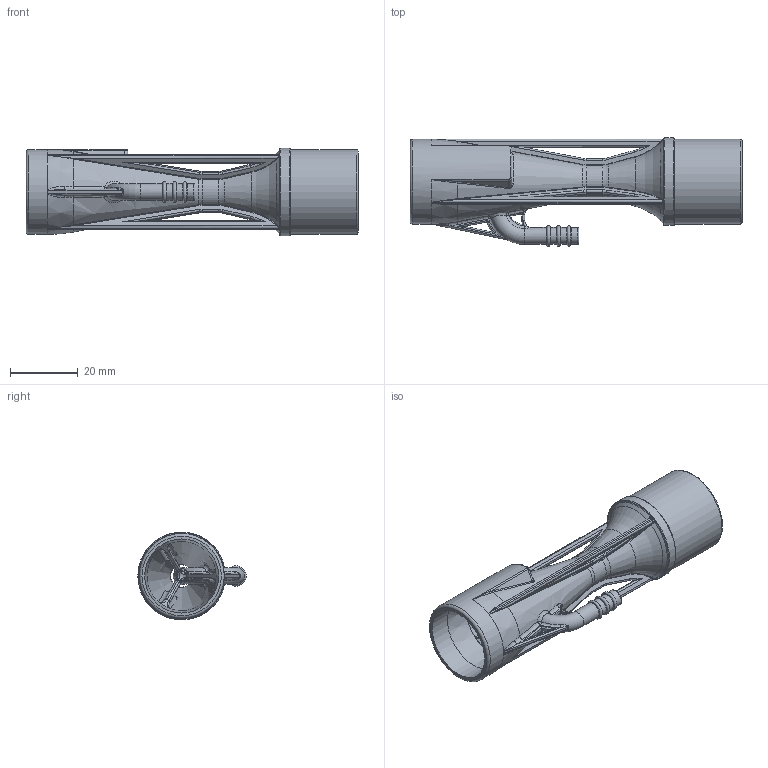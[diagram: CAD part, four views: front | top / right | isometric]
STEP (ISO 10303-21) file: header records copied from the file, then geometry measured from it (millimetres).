
FILE_DESCRIPTION(/* description */ (''),/* implementation_level */ '2;1');
FILE_NAME(/* name */ 'valve.step',/* time_stamp */ '2020-03-21T10:05:17+06:00',/* author */ (''),/* organization */ (''),/* preprocessor_version */ 'ST-DEVELOPER v18',/* originating_system */ 'Autodesk Translation Framework v8.12.0.6',/* authorisation */ '');
FILE_SCHEMA (('AUTOMOTIVE_DESIGN { 1 0 10303 214 3 1 1 }'));
Length unit declared in the file: millimetre
Products named in the file (1): FusionComponent
Bounding box: 97.77 x 31.9 x 25.8 mm (x, y, z)
Volume: 12868 mm3; surface area: 14184.5 mm2
Topology: 1 solids, 1 shells, 451 faces, 1142 edges, 658 vertices
Faces by surface type: bspline 249, cylinder 76, torus 68, plane 38, cone 13, sphere 7
Full cylindrical faces by diameter (mm): 3 x2, 5 x5, 6.54 x1, 21.8 x2, 25 x2, 25.8 x1
Entity records: 24447 total; most frequent: CARTESIAN_POINT 15106, ORIENTED_EDGE 2218, DIRECTION 1656, EDGE_CURVE 1109, AXIS2_PLACEMENT_3D 744, VERTEX_POINT 654, CIRCLE 505, EDGE_LOOP 463
